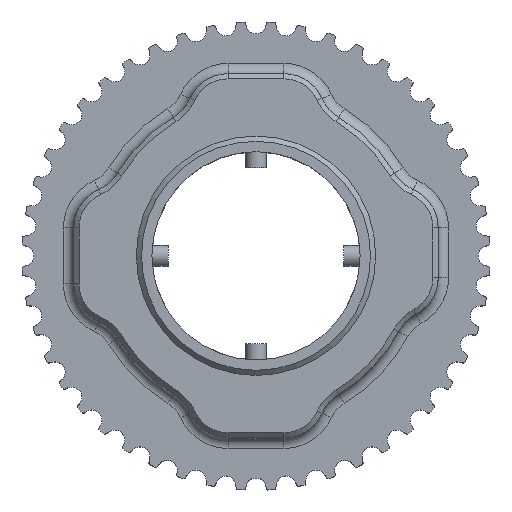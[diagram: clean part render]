
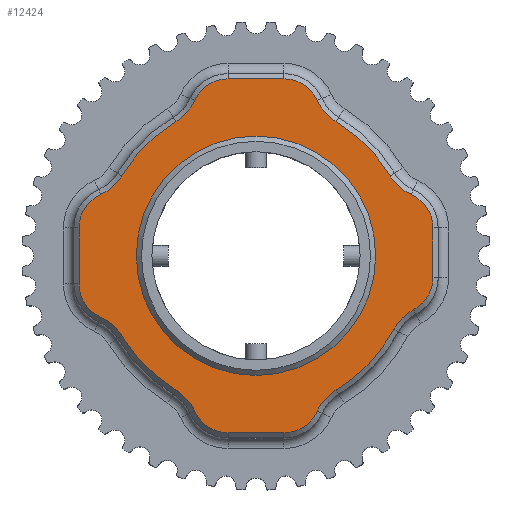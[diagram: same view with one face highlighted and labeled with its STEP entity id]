
A CAD part, top view. The second image highlights one B-rep face of the part: STEP entity #12424.
In plain terms, the highlighted planar face has unit normal (0, 0, 1).
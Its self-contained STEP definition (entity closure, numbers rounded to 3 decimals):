
#83=FACE_BOUND('',#1617,.T.);
#121=PLANE('',#13353);
#918=FACE_OUTER_BOUND('',#1616,.T.);
#1616=EDGE_LOOP('',(#9604,#9605,#9606,#9607,#9608,#9609,#9610,#9611,#9612,
#9613,#9614,#9615,#9616,#9617,#9618,#9619,#9620,#9621,#9622,#9623,#9624,
#9625,#9626,#9627));
#1617=EDGE_LOOP('',(#9628));
#2170=CIRCLE('',#13265,3.5);
#2172=CIRCLE('',#13268,4.5);
#2173=CIRCLE('',#13270,15.);
#2176=CIRCLE('',#13274,4.5);
#2178=CIRCLE('',#13277,3.5);
#2180=CIRCLE('',#13281,3.5);
#2182=CIRCLE('',#13284,4.5);
#2183=CIRCLE('',#13286,15.);
#2186=CIRCLE('',#13290,4.5);
#2188=CIRCLE('',#13293,3.5);
#2190=CIRCLE('',#13297,3.5);
#2192=CIRCLE('',#13300,4.5);
#2193=CIRCLE('',#13302,15.);
#2196=CIRCLE('',#13306,4.5);
#2198=CIRCLE('',#13309,3.5);
#2200=CIRCLE('',#13313,3.5);
#2202=CIRCLE('',#13316,4.5);
#2203=CIRCLE('',#13318,15.);
#2206=CIRCLE('',#13322,4.5);
#2208=CIRCLE('',#13325,3.5);
#2223=CIRCLE('',#13354,11.5);
#3338=LINE('',#26585,#3999);
#3346=LINE('',#26621,#4007);
#3354=LINE('',#26657,#4015);
#3362=LINE('',#26692,#4023);
#3999=VECTOR('',#15626,10.);
#4007=VECTOR('',#15666,10.);
#4015=VECTOR('',#15706,10.);
#4023=VECTOR('',#15746,10.);
#4959=VERTEX_POINT('',#26551);
#4962=VERTEX_POINT('',#26556);
#4963=VERTEX_POINT('',#26560);
#4965=VERTEX_POINT('',#26566);
#4967=VERTEX_POINT('',#26572);
#4969=VERTEX_POINT('',#26578);
#4971=VERTEX_POINT('',#26584);
#4973=VERTEX_POINT('',#26590);
#4975=VERTEX_POINT('',#26596);
#4977=VERTEX_POINT('',#26602);
#4979=VERTEX_POINT('',#26608);
#4981=VERTEX_POINT('',#26614);
#4983=VERTEX_POINT('',#26620);
#4985=VERTEX_POINT('',#26626);
#4987=VERTEX_POINT('',#26632);
#4989=VERTEX_POINT('',#26638);
#4991=VERTEX_POINT('',#26644);
#4993=VERTEX_POINT('',#26650);
#4995=VERTEX_POINT('',#26656);
#4997=VERTEX_POINT('',#26662);
#4999=VERTEX_POINT('',#26668);
#5001=VERTEX_POINT('',#26674);
#5003=VERTEX_POINT('',#26680);
#5005=VERTEX_POINT('',#26686);
#5026=VERTEX_POINT('',#26757);
#6572=EDGE_CURVE('',#4962,#4959,#2170,.T.);
#6575=EDGE_CURVE('',#4959,#4963,#2172,.T.);
#6576=EDGE_CURVE('',#4963,#4965,#2173,.T.);
#6581=EDGE_CURVE('',#4965,#4967,#2176,.T.);
#6584=EDGE_CURVE('',#4967,#4969,#2178,.T.);
#6585=EDGE_CURVE('',#4969,#4971,#3338,.T.);
#6590=EDGE_CURVE('',#4971,#4973,#2180,.T.);
#6593=EDGE_CURVE('',#4973,#4975,#2182,.T.);
#6594=EDGE_CURVE('',#4975,#4977,#2183,.T.);
#6599=EDGE_CURVE('',#4977,#4979,#2186,.T.);
#6602=EDGE_CURVE('',#4979,#4981,#2188,.T.);
#6603=EDGE_CURVE('',#4981,#4983,#3346,.T.);
#6608=EDGE_CURVE('',#4983,#4985,#2190,.T.);
#6611=EDGE_CURVE('',#4985,#4987,#2192,.T.);
#6612=EDGE_CURVE('',#4987,#4989,#2193,.T.);
#6617=EDGE_CURVE('',#4989,#4991,#2196,.T.);
#6620=EDGE_CURVE('',#4991,#4993,#2198,.T.);
#6621=EDGE_CURVE('',#4993,#4995,#3354,.T.);
#6626=EDGE_CURVE('',#4995,#4997,#2200,.T.);
#6629=EDGE_CURVE('',#4997,#4999,#2202,.T.);
#6630=EDGE_CURVE('',#4999,#5001,#2203,.T.);
#6635=EDGE_CURVE('',#5001,#5003,#2206,.T.);
#6638=EDGE_CURVE('',#5003,#5005,#2208,.T.);
#6639=EDGE_CURVE('',#5005,#4962,#3362,.T.);
#6672=EDGE_CURVE('',#5026,#5026,#2223,.T.);
#9604=ORIENTED_EDGE('',*,*,#6572,.F.);
#9605=ORIENTED_EDGE('',*,*,#6639,.F.);
#9606=ORIENTED_EDGE('',*,*,#6638,.F.);
#9607=ORIENTED_EDGE('',*,*,#6635,.F.);
#9608=ORIENTED_EDGE('',*,*,#6630,.F.);
#9609=ORIENTED_EDGE('',*,*,#6629,.F.);
#9610=ORIENTED_EDGE('',*,*,#6626,.F.);
#9611=ORIENTED_EDGE('',*,*,#6621,.F.);
#9612=ORIENTED_EDGE('',*,*,#6620,.F.);
#9613=ORIENTED_EDGE('',*,*,#6617,.F.);
#9614=ORIENTED_EDGE('',*,*,#6612,.F.);
#9615=ORIENTED_EDGE('',*,*,#6611,.F.);
#9616=ORIENTED_EDGE('',*,*,#6608,.F.);
#9617=ORIENTED_EDGE('',*,*,#6603,.F.);
#9618=ORIENTED_EDGE('',*,*,#6602,.F.);
#9619=ORIENTED_EDGE('',*,*,#6599,.F.);
#9620=ORIENTED_EDGE('',*,*,#6594,.F.);
#9621=ORIENTED_EDGE('',*,*,#6593,.F.);
#9622=ORIENTED_EDGE('',*,*,#6590,.F.);
#9623=ORIENTED_EDGE('',*,*,#6585,.F.);
#9624=ORIENTED_EDGE('',*,*,#6584,.F.);
#9625=ORIENTED_EDGE('',*,*,#6581,.F.);
#9626=ORIENTED_EDGE('',*,*,#6576,.F.);
#9627=ORIENTED_EDGE('',*,*,#6575,.F.);
#9628=ORIENTED_EDGE('',*,*,#6672,.T.);
#12424=ADVANCED_FACE('',(#918,#83),#121,.T.);
#13265=AXIS2_PLACEMENT_3D('',#26558,#15594,#15595);
#13268=AXIS2_PLACEMENT_3D('',#26564,#15601,#15602);
#13270=AXIS2_PLACEMENT_3D('',#26567,#15605,#15606);
#13274=AXIS2_PLACEMENT_3D('',#26576,#15615,#15616);
#13277=AXIS2_PLACEMENT_3D('',#26582,#15622,#15623);
#13281=AXIS2_PLACEMENT_3D('',#26594,#15634,#15635);
#13284=AXIS2_PLACEMENT_3D('',#26600,#15641,#15642);
#13286=AXIS2_PLACEMENT_3D('',#26603,#15645,#15646);
#13290=AXIS2_PLACEMENT_3D('',#26612,#15655,#15656);
#13293=AXIS2_PLACEMENT_3D('',#26618,#15662,#15663);
#13297=AXIS2_PLACEMENT_3D('',#26630,#15674,#15675);
#13300=AXIS2_PLACEMENT_3D('',#26636,#15681,#15682);
#13302=AXIS2_PLACEMENT_3D('',#26639,#15685,#15686);
#13306=AXIS2_PLACEMENT_3D('',#26648,#15695,#15696);
#13309=AXIS2_PLACEMENT_3D('',#26654,#15702,#15703);
#13313=AXIS2_PLACEMENT_3D('',#26666,#15714,#15715);
#13316=AXIS2_PLACEMENT_3D('',#26672,#15721,#15722);
#13318=AXIS2_PLACEMENT_3D('',#26675,#15725,#15726);
#13322=AXIS2_PLACEMENT_3D('',#26684,#15735,#15736);
#13325=AXIS2_PLACEMENT_3D('',#26690,#15742,#15743);
#13353=AXIS2_PLACEMENT_3D('',#26756,#15817,#15818);
#13354=AXIS2_PLACEMENT_3D('',#26758,#15819,#15820);
#15594=DIRECTION('center_axis',(0.,0.,-1.));
#15595=DIRECTION('ref_axis',(-1.,0.,0.));
#15601=DIRECTION('center_axis',(0.,0.,1.));
#15602=DIRECTION('ref_axis',(0.494,-0.87,0.));
#15605=DIRECTION('center_axis',(0.,0.,-1.));
#15606=DIRECTION('ref_axis',(-1.,0.,0.));
#15615=DIRECTION('center_axis',(0.,0.,1.));
#15616=DIRECTION('ref_axis',(0.87,-0.494,0.));
#15622=DIRECTION('center_axis',(0.,0.,-1.));
#15623=DIRECTION('ref_axis',(0.,1.,0.));
#15626=DIRECTION('',(1.,0.,0.));
#15634=DIRECTION('center_axis',(0.,0.,-1.));
#15635=DIRECTION('ref_axis',(0.,1.,0.));
#15641=DIRECTION('center_axis',(0.,0.,1.));
#15642=DIRECTION('ref_axis',(-0.87,-0.494,0.));
#15645=DIRECTION('center_axis',(0.,0.,-1.));
#15646=DIRECTION('ref_axis',(1.,0.,0.));
#15655=DIRECTION('center_axis',(0.,0.,1.));
#15656=DIRECTION('ref_axis',(-0.494,-0.87,0.));
#15662=DIRECTION('center_axis',(0.,0.,-1.));
#15663=DIRECTION('ref_axis',(1.,0.,0.));
#15666=DIRECTION('',(0.,-1.,0.));
#15674=DIRECTION('center_axis',(0.,0.,-1.));
#15675=DIRECTION('ref_axis',(0.198,-0.98,0.));
#15681=DIRECTION('center_axis',(0.,0.,1.));
#15682=DIRECTION('ref_axis',(-0.705,0.71,0.));
#15685=DIRECTION('center_axis',(0.,0.,-1.));
#15686=DIRECTION('ref_axis',(1.,0.,0.));
#15695=DIRECTION('center_axis',(0.,0.,1.));
#15696=DIRECTION('ref_axis',(-0.87,0.494,0.));
#15702=DIRECTION('center_axis',(0.,0.,-1.));
#15703=DIRECTION('ref_axis',(0.,-1.,0.));
#15706=DIRECTION('',(-1.,0.,0.));
#15714=DIRECTION('center_axis',(0.,0.,-1.));
#15715=DIRECTION('ref_axis',(0.,-1.,0.));
#15721=DIRECTION('center_axis',(0.,0.,1.));
#15722=DIRECTION('ref_axis',(0.87,0.494,0.));
#15725=DIRECTION('center_axis',(0.,0.,-1.));
#15726=DIRECTION('ref_axis',(-1.,0.,0.));
#15735=DIRECTION('center_axis',(0.,0.,1.));
#15736=DIRECTION('ref_axis',(0.494,0.87,0.));
#15742=DIRECTION('center_axis',(0.,0.,-1.));
#15743=DIRECTION('ref_axis',(-1.,0.,0.));
#15746=DIRECTION('',(0.,1.,0.));
#15817=DIRECTION('center_axis',(0.,0.,1.));
#15818=DIRECTION('ref_axis',(1.,0.,0.));
#15819=DIRECTION('center_axis',(0.,0.,-1.));
#15820=DIRECTION('ref_axis',(1.,0.,0.));
#26551=CARTESIAN_POINT('',(-14.918,5.886,6.5));
#26556=CARTESIAN_POINT('',(-17.,2.686,6.5));
#26558=CARTESIAN_POINT('Origin',(-13.5,2.686,6.5));
#26560=CARTESIAN_POINT('',(-12.877,7.692,6.5));
#26564=CARTESIAN_POINT('Origin',(-16.741,10.,6.5));
#26566=CARTESIAN_POINT('',(-7.692,12.877,6.5));
#26567=CARTESIAN_POINT('Origin',(0.,0.,6.5));
#26572=CARTESIAN_POINT('',(-5.886,14.918,6.5));
#26576=CARTESIAN_POINT('Origin',(-10.,16.741,6.5));
#26578=CARTESIAN_POINT('',(-2.686,17.,6.5));
#26582=CARTESIAN_POINT('Origin',(-2.686,13.5,6.5));
#26584=CARTESIAN_POINT('',(2.686,17.,6.5));
#26585=CARTESIAN_POINT('',(3.,17.,6.5));
#26590=CARTESIAN_POINT('',(5.886,14.918,6.5));
#26594=CARTESIAN_POINT('Origin',(2.686,13.5,6.5));
#26596=CARTESIAN_POINT('',(7.692,12.877,6.5));
#26600=CARTESIAN_POINT('Origin',(10.,16.741,6.5));
#26602=CARTESIAN_POINT('',(12.877,7.692,6.5));
#26603=CARTESIAN_POINT('Origin',(0.,0.,6.5));
#26608=CARTESIAN_POINT('',(14.918,5.886,6.5));
#26612=CARTESIAN_POINT('Origin',(16.741,10.,6.5));
#26614=CARTESIAN_POINT('',(17.,2.686,6.5));
#26618=CARTESIAN_POINT('Origin',(13.5,2.686,6.5));
#26620=CARTESIAN_POINT('',(17.,-2.079,6.5));
#26621=CARTESIAN_POINT('',(17.,-3.,6.5));
#26626=CARTESIAN_POINT('',(15.124,-5.18,6.5));
#26630=CARTESIAN_POINT('Origin',(13.5,-2.079,6.5));
#26632=CARTESIAN_POINT('',(13.24,-7.051,6.5));
#26636=CARTESIAN_POINT('Origin',(17.211,-9.166,6.5));
#26638=CARTESIAN_POINT('',(7.692,-12.877,6.5));
#26639=CARTESIAN_POINT('Origin',(0.,0.,6.5));
#26644=CARTESIAN_POINT('',(5.886,-14.918,6.5));
#26648=CARTESIAN_POINT('Origin',(10.,-16.741,6.5));
#26650=CARTESIAN_POINT('',(2.686,-17.,6.5));
#26654=CARTESIAN_POINT('Origin',(2.686,-13.5,6.5));
#26656=CARTESIAN_POINT('',(-2.686,-17.,6.5));
#26657=CARTESIAN_POINT('',(-3.,-17.,6.5));
#26662=CARTESIAN_POINT('',(-5.886,-14.918,6.5));
#26666=CARTESIAN_POINT('Origin',(-2.686,-13.5,6.5));
#26668=CARTESIAN_POINT('',(-7.692,-12.877,6.5));
#26672=CARTESIAN_POINT('Origin',(-10.,-16.741,6.5));
#26674=CARTESIAN_POINT('',(-12.877,-7.692,6.5));
#26675=CARTESIAN_POINT('Origin',(0.,0.,6.5));
#26680=CARTESIAN_POINT('',(-14.918,-5.886,6.5));
#26684=CARTESIAN_POINT('Origin',(-16.741,-10.,6.5));
#26686=CARTESIAN_POINT('',(-17.,-2.686,6.5));
#26690=CARTESIAN_POINT('Origin',(-13.5,-2.686,6.5));
#26692=CARTESIAN_POINT('',(-17.,3.,6.5));
#26756=CARTESIAN_POINT('Origin',(0.,0.,6.5));
#26757=CARTESIAN_POINT('',(-11.5,0.,6.5));
#26758=CARTESIAN_POINT('Origin',(0.,0.,6.5));
